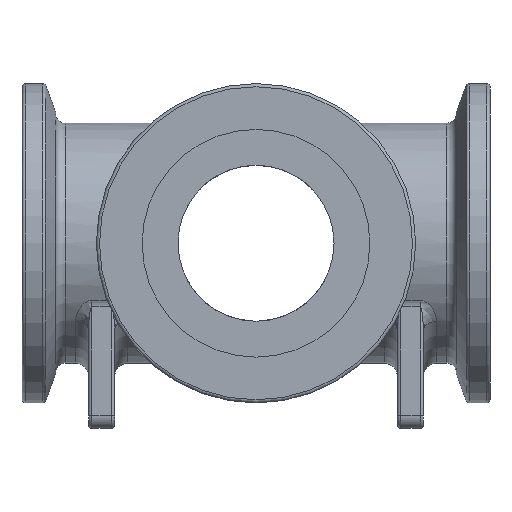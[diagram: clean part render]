
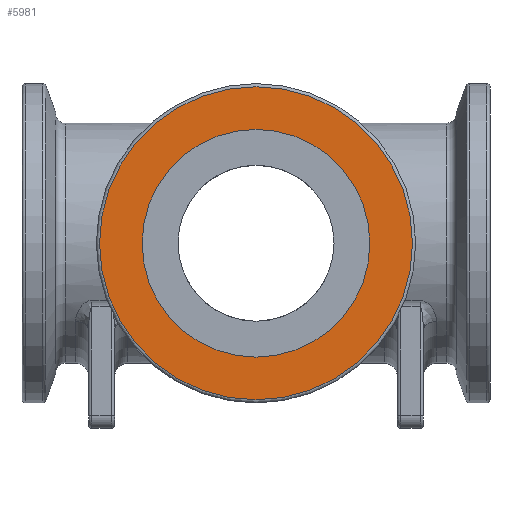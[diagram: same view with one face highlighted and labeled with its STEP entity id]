
A CAD part, front view. The second image highlights one B-rep face of the part: STEP entity #5981.
In plain terms, the highlighted planar face has unit normal (0, -1, 0).
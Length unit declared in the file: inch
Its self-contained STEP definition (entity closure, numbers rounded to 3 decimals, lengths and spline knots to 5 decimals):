
#5950=CARTESIAN_POINT('',(1.505,-2.25,0.));
#5951=VERTEX_POINT('',#5950);
#5952=CARTESIAN_POINT('',(0.0,-2.25,0.0));
#5953=DIRECTION('',(0.0,1.0,0.0));
#5954=DIRECTION('',(-1.0,0.0,0.0));
#5955=AXIS2_PLACEMENT_3D('',#5952,#5953,#5954);
#5956=CIRCLE('',#5955,1.505);
#5957=EDGE_CURVE('',#5951,#5951,#5956,.T.);
#5962=CARTESIAN_POINT('',(1.315,-2.25,0.0));
#5963=DIRECTION('',(0.0,-1.0,0.0));
#5964=DIRECTION('',(0.0,0.0,-1.0));
#5965=AXIS2_PLACEMENT_3D('',#5962,#5963,#5964);
#5966=PLANE('',#5965);
#5967=ORIENTED_EDGE('',*,*,#5957,.F.);
#5968=EDGE_LOOP('',(#5967));
#5969=FACE_OUTER_BOUND('',#5968,.T.);
#5970=CARTESIAN_POINT('',(1.095,-2.25,0.0));
#5971=VERTEX_POINT('',#5970);
#5972=CARTESIAN_POINT('',(0.0,-2.25,0.0));
#5973=DIRECTION('',(0.0,-1.0,0.0));
#5974=DIRECTION('',(1.0,0.0,0.0));
#5975=AXIS2_PLACEMENT_3D('',#5972,#5973,#5974);
#5976=CIRCLE('',#5975,1.095);
#5977=EDGE_CURVE('',#5971,#5971,#5976,.T.);
#5978=ORIENTED_EDGE('',*,*,#5977,.F.);
#5979=EDGE_LOOP('',(#5978));
#5980=FACE_BOUND('',#5979,.T.);
#5981=ADVANCED_FACE('',(#5969,#5980),#5966,.T.);
